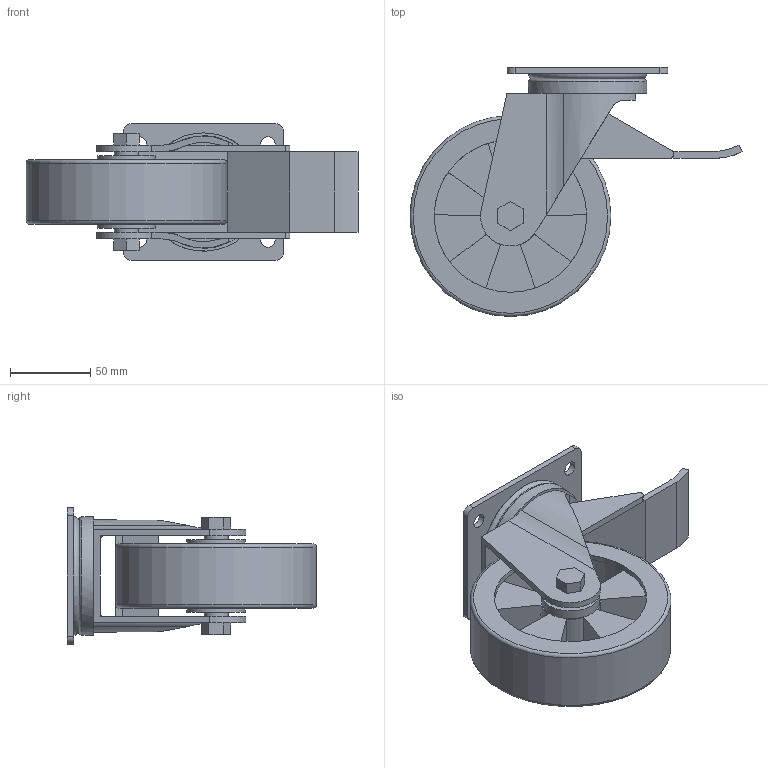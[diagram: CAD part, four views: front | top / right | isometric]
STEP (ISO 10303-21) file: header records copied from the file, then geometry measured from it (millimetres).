
FILE_DESCRIPTION(/* description */ ('STEP AP203'),/* implementation_level */ '2;1');
FILE_NAME(/* name */ 'K1767.1254020',/* time_stamp */ '2025-06-24T16:10:47+02:00',/* author */ ('License CC BY-ND 4.0'),/* organization */ ('CADENAS'),/* preprocessor_version */ 'ST-DEVELOPER v19.3',/* originating_system */ 'PARTsolutions',/* authorisation */ ' ');
FILE_SCHEMA (('CONFIG_CONTROL_DESIGN'));
Length unit declared in the file: millimetre
Products named in the file (1): K1767.1254020
Bounding box: 206.63 x 155 x 85 mm (x, y, z)
Volume: 479091.8 mm3; surface area: 129543.2 mm2
Topology: 1 solids, 1 shells, 150 faces, 405 edges, 262 vertices
Faces by surface type: plane 93, cylinder 53, torus 4
Full cylindrical faces by diameter (mm): 9 x4, 15.02 x2, 36.25 x2, 73.6 x2, 94.875 x2, 125 x1
Entity records: 4676 total; most frequent: DIRECTION 820, CARTESIAN_POINT 815, ORIENTED_EDGE 770, EDGE_CURVE 385, AXIS2_PLACEMENT_3D 288, VERTEX_POINT 259, LINE 244, VECTOR 244
